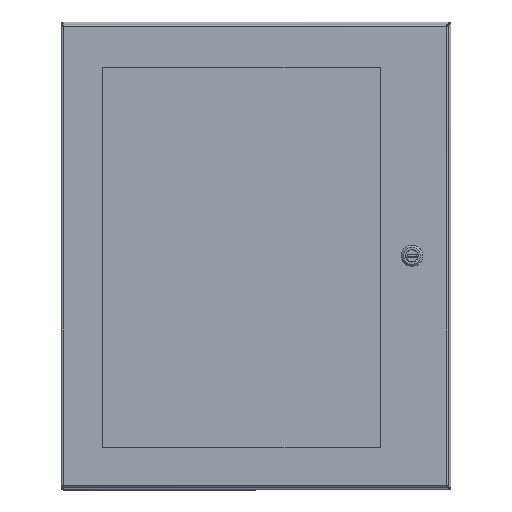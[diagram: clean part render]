
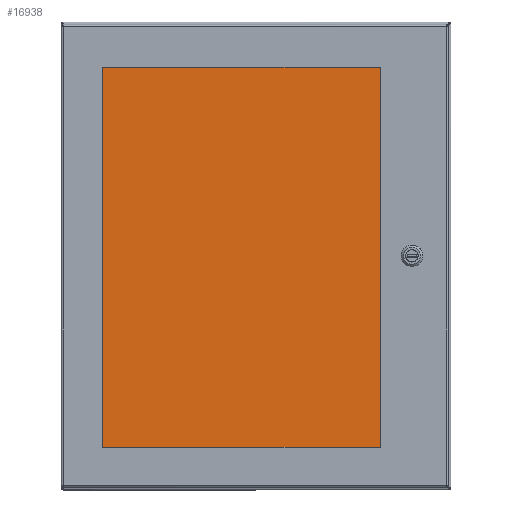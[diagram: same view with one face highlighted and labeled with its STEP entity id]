
A CAD part, top view. The second image highlights one B-rep face of the part: STEP entity #16938.
In plain terms, the highlighted planar face has unit normal (0, 0, 1).
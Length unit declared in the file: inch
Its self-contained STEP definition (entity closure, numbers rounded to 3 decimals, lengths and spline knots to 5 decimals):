
#4494 = DIRECTION ( 'NONE',  ( 0., 0., 1. ) ) ;
#7203 = FACE_OUTER_BOUND ( 'NONE', #61101, .T. ) ;
#16938 = ADVANCED_FACE ( 'NONE', ( #7203 ), #110191, .T. ) ;
#17228 = VERTEX_POINT ( 'NONE', #50153 ) ;
#17802 = EDGE_CURVE ( 'NONE', #17228, #68249, #33060, .T. ) ;
#18664 = DIRECTION ( 'NONE',  ( 0., 1., 0. ) ) ;
#20404 = CARTESIAN_POINT ( 'NONE',  ( 16.875, 1.6875, 6.8435 ) ) ;
#23414 = VECTOR ( 'NONE', #61442, 39.37008 ) ;
#25780 = VECTOR ( 'NONE', #42100, 39.37008 ) ;
#26845 = VERTEX_POINT ( 'NONE', #96238 ) ;
#30467 = DIRECTION ( 'NONE',  ( -1., 0., 0. ) ) ;
#33060 = LINE ( 'NONE', #96704, #23414 ) ;
#34313 = AXIS2_PLACEMENT_3D ( 'NONE', #76097, #4494, #66396 ) ;
#42100 = DIRECTION ( 'NONE',  ( 0., -1., 0. ) ) ;
#44224 = CARTESIAN_POINT ( 'NONE',  ( 1.625, 1.6875, 6.8435 ) ) ;
#50153 = CARTESIAN_POINT ( 'NONE',  ( 1.625, 22.1875, 6.8435 ) ) ;
#52002 = ORIENTED_EDGE ( 'NONE', *, *, #17802, .F. ) ;
#56585 = EDGE_CURVE ( 'NONE', #26845, #67335, #69903, .T. ) ;
#59958 = CARTESIAN_POINT ( 'NONE',  ( 16.875, 22.1875, 6.8435 ) ) ;
#61101 = EDGE_LOOP ( 'NONE', ( #96020, #52002, #109854, #62825 ) ) ;
#61442 = DIRECTION ( 'NONE',  ( 1., 0., 0. ) ) ;
#62825 = ORIENTED_EDGE ( 'NONE', *, *, #56585, .F. ) ;
#66396 = DIRECTION ( 'NONE',  ( 1., 0., 0. ) ) ;
#67335 = VERTEX_POINT ( 'NONE', #73311 ) ;
#68249 = VERTEX_POINT ( 'NONE', #77251 ) ;
#69903 = LINE ( 'NONE', #20404, #92173 ) ;
#71624 = VECTOR ( 'NONE', #18664, 39.37008 ) ;
#73311 = CARTESIAN_POINT ( 'NONE',  ( 1.625, 1.6875, 6.8435 ) ) ;
#76097 = CARTESIAN_POINT ( 'NONE',  ( 9.25, 11.9375, 6.8435 ) ) ;
#77240 = LINE ( 'NONE', #44224, #71624 ) ;
#77251 = CARTESIAN_POINT ( 'NONE',  ( 16.875, 22.1875, 6.8435 ) ) ;
#90163 = EDGE_CURVE ( 'NONE', #68249, #26845, #92366, .T. ) ;
#92173 = VECTOR ( 'NONE', #30467, 39.37008 ) ;
#92366 = LINE ( 'NONE', #59958, #25780 ) ;
#96020 = ORIENTED_EDGE ( 'NONE', *, *, #90163, .F. ) ;
#96238 = CARTESIAN_POINT ( 'NONE',  ( 16.875, 1.6875, 6.8435 ) ) ;
#96704 = CARTESIAN_POINT ( 'NONE',  ( 1.625, 22.1875, 6.8435 ) ) ;
#99780 = EDGE_CURVE ( 'NONE', #67335, #17228, #77240, .T. ) ;
#109854 = ORIENTED_EDGE ( 'NONE', *, *, #99780, .F. ) ;
#110191 = PLANE ( 'NONE',  #34313 ) ;
